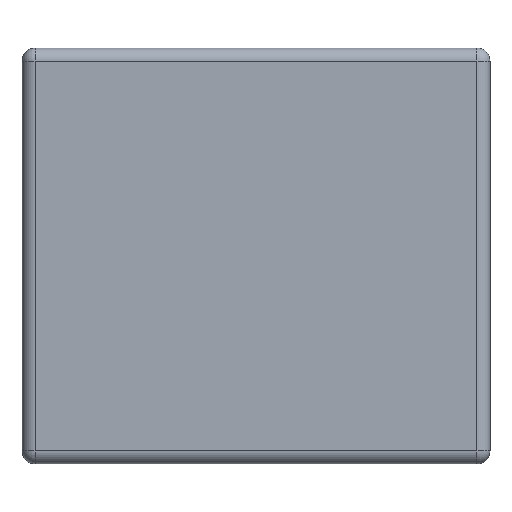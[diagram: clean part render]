
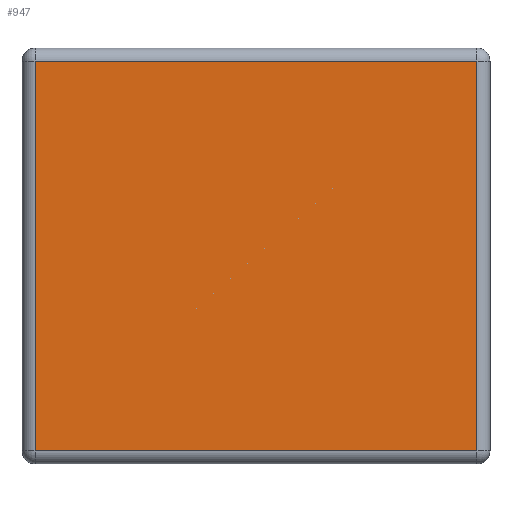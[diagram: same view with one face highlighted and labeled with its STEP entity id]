
A CAD part, left-side view. The second image highlights one B-rep face of the part: STEP entity #947.
In plain terms, the highlighted planar face has unit normal (-1, 0, 0).
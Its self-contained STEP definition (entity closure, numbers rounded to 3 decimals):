
#14 = EDGE_CURVE ( 'NONE', #1230, #22, #410, .T. ) ;
#19 = VECTOR ( 'NONE', #481, 1000. ) ;
#22 = VERTEX_POINT ( 'NONE', #1100 ) ;
#121 = AXIS2_PLACEMENT_3D ( 'NONE', #1107, #332, #422 ) ;
#178 = VECTOR ( 'NONE', #223, 1000. ) ;
#223 = DIRECTION ( 'NONE',  ( 0., 1., 0. ) ) ;
#275 = ORIENTED_EDGE ( 'NONE', *, *, #14, .T. ) ;
#282 = CARTESIAN_POINT ( 'NONE',  ( -1., 0.05, -0.8 ) ) ;
#297 = DIRECTION ( 'NONE',  ( 0., -1., 0. ) ) ;
#328 = PLANE ( 'NONE',  #121 ) ;
#332 = DIRECTION ( 'NONE',  ( 1., 0., 0. ) ) ;
#348 = VERTEX_POINT ( 'NONE', #939 ) ;
#361 = EDGE_CURVE ( 'NONE', #348, #1230, #820, .T. ) ;
#410 = LINE ( 'NONE', #707, #178 ) ;
#422 = DIRECTION ( 'NONE',  ( 0., 0., -1. ) ) ;
#481 = DIRECTION ( 'NONE',  ( 0., 0., 1. ) ) ;
#486 = FACE_OUTER_BOUND ( 'NONE', #523, .T. ) ;
#507 = DIRECTION ( 'NONE',  ( 0., 0., -1. ) ) ;
#523 = EDGE_LOOP ( 'NONE', ( #1189, #826, #597, #275 ) ) ;
#597 = ORIENTED_EDGE ( 'NONE', *, *, #361, .T. ) ;
#663 = VERTEX_POINT ( 'NONE', #1082 ) ;
#707 = CARTESIAN_POINT ( 'NONE',  ( -1., 1.8, 0.75 ) ) ;
#769 = EDGE_CURVE ( 'NONE', #663, #348, #1254, .T. ) ;
#781 = CARTESIAN_POINT ( 'NONE',  ( -1., 1.8, -0.75 ) ) ;
#800 = LINE ( 'NONE', #962, #1133 ) ;
#820 = LINE ( 'NONE', #282, #19 ) ;
#826 = ORIENTED_EDGE ( 'NONE', *, *, #769, .T. ) ;
#892 = EDGE_CURVE ( 'NONE', #22, #663, #800, .T. ) ;
#939 = CARTESIAN_POINT ( 'NONE',  ( -1., 0.05, -0.75 ) ) ;
#947 = ADVANCED_FACE ( 'NONE', ( #486 ), #328, .F. ) ;
#962 = CARTESIAN_POINT ( 'NONE',  ( -1., 1.75, -0.8 ) ) ;
#1082 = CARTESIAN_POINT ( 'NONE',  ( -1., 1.75, -0.75 ) ) ;
#1100 = CARTESIAN_POINT ( 'NONE',  ( -1., 1.75, 0.75 ) ) ;
#1107 = CARTESIAN_POINT ( 'NONE',  ( -1., 1.8, -0.8 ) ) ;
#1133 = VECTOR ( 'NONE', #507, 1000. ) ;
#1139 = CARTESIAN_POINT ( 'NONE',  ( -1., 0.05, 0.75 ) ) ;
#1189 = ORIENTED_EDGE ( 'NONE', *, *, #892, .T. ) ;
#1224 = VECTOR ( 'NONE', #297, 1000. ) ;
#1230 = VERTEX_POINT ( 'NONE', #1139 ) ;
#1254 = LINE ( 'NONE', #781, #1224 ) ;
